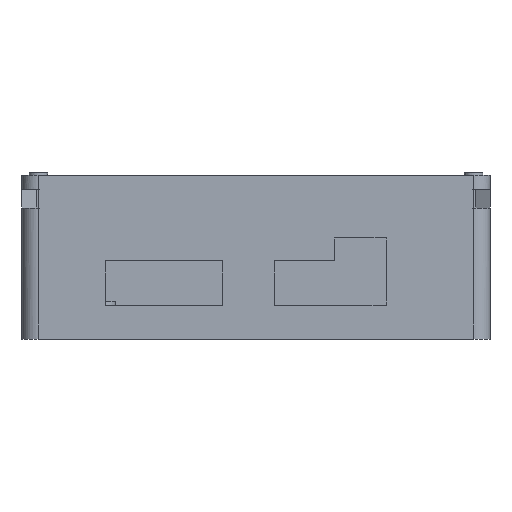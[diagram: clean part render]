
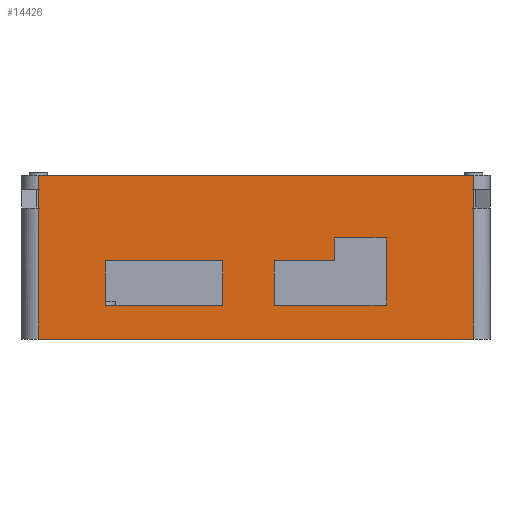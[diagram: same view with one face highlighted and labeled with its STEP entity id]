
A CAD part, left-side view. The second image highlights one B-rep face of the part: STEP entity #14426.
In plain terms, the highlighted planar face has unit normal (-1, 0, 0).
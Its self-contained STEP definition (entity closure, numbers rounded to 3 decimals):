
#463=FACE_BOUND('',#1391,.T.);
#464=FACE_BOUND('',#1392,.T.);
#590=FACE_OUTER_BOUND('',#1390,.T.);
#1390=EDGE_LOOP('',(#9527,#9528,#9529,#9530));
#1391=EDGE_LOOP('',(#9531,#9532,#9533,#9534));
#1392=EDGE_LOOP('',(#9535,#9536,#9537,#9538,#9539,#9540,#9541));
#2313=LINE('',#19384,#4145);
#2315=LINE('',#19388,#4147);
#2320=LINE('',#19399,#4152);
#2322=LINE('',#19404,#4154);
#2323=LINE('',#19406,#4155);
#2324=LINE('',#19408,#4156);
#2325=LINE('',#19409,#4157);
#2326=LINE('',#19411,#4158);
#2327=LINE('',#19412,#4159);
#2328=LINE('',#19414,#4160);
#2329=LINE('',#19416,#4161);
#2330=LINE('',#19418,#4162);
#2331=LINE('',#19420,#4163);
#2332=LINE('',#19422,#4164);
#2333=LINE('',#19423,#4165);
#4145=VECTOR('',#16013,10.);
#4147=VECTOR('',#16017,10.);
#4152=VECTOR('',#16024,10.);
#4154=VECTOR('',#16028,10.);
#4155=VECTOR('',#16029,10.);
#4156=VECTOR('',#16030,10.);
#4157=VECTOR('',#16031,10.);
#4158=VECTOR('',#16032,10.);
#4159=VECTOR('',#16033,10.);
#4160=VECTOR('',#16034,10.);
#4161=VECTOR('',#16035,10.);
#4162=VECTOR('',#16036,10.);
#4163=VECTOR('',#16037,10.);
#4164=VECTOR('',#16038,10.);
#4165=VECTOR('',#16039,10.);
#5977=VERTEX_POINT('',#19381);
#5978=VERTEX_POINT('',#19383);
#5979=VERTEX_POINT('',#19387);
#5983=VERTEX_POINT('',#19396);
#5984=VERTEX_POINT('',#19398);
#5985=VERTEX_POINT('',#19402);
#5986=VERTEX_POINT('',#19403);
#5987=VERTEX_POINT('',#19405);
#5988=VERTEX_POINT('',#19407);
#5989=VERTEX_POINT('',#19410);
#5990=VERTEX_POINT('',#19413);
#5991=VERTEX_POINT('',#19415);
#5992=VERTEX_POINT('',#19417);
#5993=VERTEX_POINT('',#19419);
#5994=VERTEX_POINT('',#19421);
#7389=EDGE_CURVE('',#5977,#5978,#2313,.T.);
#7391=EDGE_CURVE('',#5979,#5978,#2315,.T.);
#7396=EDGE_CURVE('',#5984,#5983,#2320,.T.);
#7398=EDGE_CURVE('',#5985,#5986,#2322,.T.);
#7399=EDGE_CURVE('',#5987,#5985,#2323,.T.);
#7400=EDGE_CURVE('',#5987,#5988,#2324,.T.);
#7401=EDGE_CURVE('',#5986,#5988,#2325,.T.);
#7402=EDGE_CURVE('',#5977,#5989,#2326,.T.);
#7403=EDGE_CURVE('',#5989,#5979,#2327,.T.);
#7404=EDGE_CURVE('',#5990,#5984,#2328,.T.);
#7405=EDGE_CURVE('',#5983,#5991,#2329,.T.);
#7406=EDGE_CURVE('',#5991,#5992,#2330,.T.);
#7407=EDGE_CURVE('',#5992,#5993,#2331,.T.);
#7408=EDGE_CURVE('',#5993,#5994,#2332,.T.);
#7409=EDGE_CURVE('',#5994,#5990,#2333,.T.);
#9527=ORIENTED_EDGE('',*,*,#7398,.F.);
#9528=ORIENTED_EDGE('',*,*,#7399,.F.);
#9529=ORIENTED_EDGE('',*,*,#7400,.T.);
#9530=ORIENTED_EDGE('',*,*,#7401,.F.);
#9531=ORIENTED_EDGE('',*,*,#7402,.T.);
#9532=ORIENTED_EDGE('',*,*,#7403,.T.);
#9533=ORIENTED_EDGE('',*,*,#7391,.T.);
#9534=ORIENTED_EDGE('',*,*,#7389,.F.);
#9535=ORIENTED_EDGE('',*,*,#7404,.T.);
#9536=ORIENTED_EDGE('',*,*,#7396,.T.);
#9537=ORIENTED_EDGE('',*,*,#7405,.T.);
#9538=ORIENTED_EDGE('',*,*,#7406,.T.);
#9539=ORIENTED_EDGE('',*,*,#7407,.T.);
#9540=ORIENTED_EDGE('',*,*,#7408,.T.);
#9541=ORIENTED_EDGE('',*,*,#7409,.T.);
#13774=PLANE('',#15241);
#14426=ADVANCED_FACE('',(#590,#463,#464),#13774,.T.);
#15241=AXIS2_PLACEMENT_3D('',#19401,#16026,#16027);
#16013=DIRECTION('',(0.,0.,1.));
#16017=DIRECTION('',(0.,-1.,0.));
#16024=DIRECTION('',(0.,0.,1.));
#16026=DIRECTION('center_axis',(-1.,0.,0.));
#16027=DIRECTION('ref_axis',(0.,-1.,0.));
#16028=DIRECTION('',(0.,0.,1.));
#16029=DIRECTION('',(0.,1.,0.));
#16030=DIRECTION('',(0.,0.,1.));
#16031=DIRECTION('',(0.,-1.,0.));
#16032=DIRECTION('',(0.,1.,0.));
#16033=DIRECTION('',(0.,0.,1.));
#16034=DIRECTION('',(0.,1.,0.));
#16035=DIRECTION('',(0.,-1.,0.));
#16036=DIRECTION('',(0.,0.,1.));
#16037=DIRECTION('',(0.,-1.,0.));
#16038=DIRECTION('',(0.,0.,-1.));
#16039=DIRECTION('',(0.,0.,-1.));
#19381=CARTESIAN_POINT('',(-55.,7.1,7.23));
#19383=CARTESIAN_POINT('',(-55.,7.1,16.7));
#19384=CARTESIAN_POINT('',(-55.,7.1,16.7));
#19387=CARTESIAN_POINT('',(-55.,32.1,16.7));
#19388=CARTESIAN_POINT('',(-55.,39.55,16.7));
#19396=CARTESIAN_POINT('',(-55.,-3.9,16.7));
#19398=CARTESIAN_POINT('',(-55.,-3.9,7.23));
#19399=CARTESIAN_POINT('',(-55.,-3.9,8.35));
#19401=CARTESIAN_POINT('Origin',(-55.,50.,0.));
#19402=CARTESIAN_POINT('',(-55.,46.5,0.));
#19403=CARTESIAN_POINT('',(-55.,46.5,35.));
#19404=CARTESIAN_POINT('',(-55.,46.5,30.));
#19405=CARTESIAN_POINT('',(-55.,-46.5,0.));
#19406=CARTESIAN_POINT('',(-55.,-50.,0.));
#19407=CARTESIAN_POINT('',(-55.,-46.5,35.));
#19408=CARTESIAN_POINT('',(-55.,-46.5,30.));
#19409=CARTESIAN_POINT('',(-55.,46.5,35.));
#19410=CARTESIAN_POINT('',(-55.,32.1,7.23));
#19411=CARTESIAN_POINT('',(-55.,27.05,7.23));
#19412=CARTESIAN_POINT('',(-55.,32.1,3.615));
#19413=CARTESIAN_POINT('',(-55.,-27.8,7.23));
#19414=CARTESIAN_POINT('',(-55.,22.05,7.23));
#19415=CARTESIAN_POINT('',(-55.,-16.8,16.7));
#19416=CARTESIAN_POINT('',(-55.,39.55,16.7));
#19417=CARTESIAN_POINT('',(-55.,-16.8,21.6));
#19418=CARTESIAN_POINT('',(-55.,-16.8,8.35));
#19419=CARTESIAN_POINT('',(-55.,-27.8,21.6));
#19420=CARTESIAN_POINT('',(-55.,16.6,21.6));
#19421=CARTESIAN_POINT('',(-55.,-27.8,8.6));
#19422=CARTESIAN_POINT('',(-55.,-27.8,10.8));
#19423=CARTESIAN_POINT('',(-55.,-27.8,4.3));
